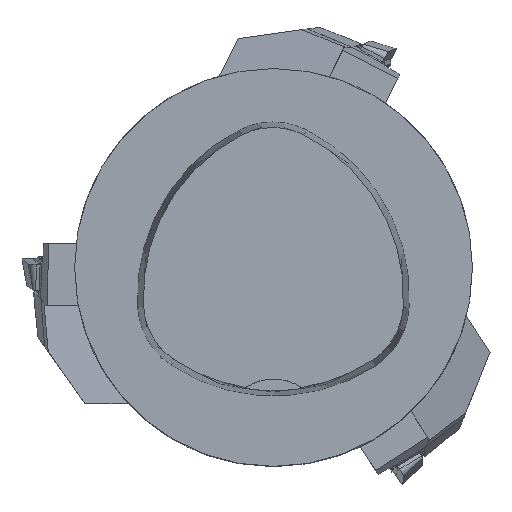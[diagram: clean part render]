
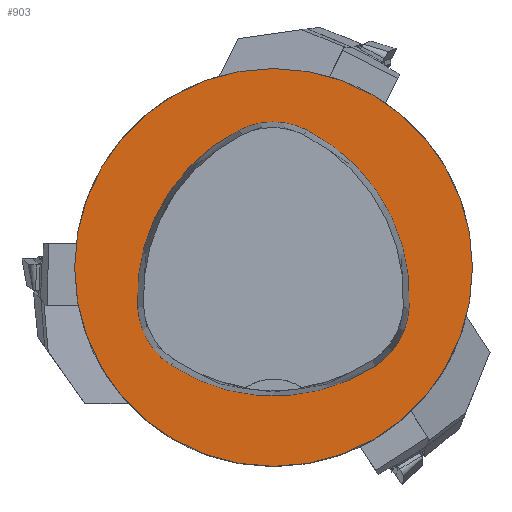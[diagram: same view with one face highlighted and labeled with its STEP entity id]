
A CAD part, top view. The second image highlights one B-rep face of the part: STEP entity #903.
In plain terms, the highlighted planar face has unit normal (0, 0, 1).
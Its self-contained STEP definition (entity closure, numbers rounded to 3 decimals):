
#200=PLANE('',#2928);
#903=ADVANCED_FACE('',(#1072,#1073),#200,.T.);
#1072=FACE_BOUND('',#1180,.T.);
#1073=FACE_BOUND('',#1181,.T.);
#1180=EDGE_LOOP('',(#1538,#1539,#1540,#1541,#1542,#1543));
#1181=EDGE_LOOP('',(#1544));
#1538=ORIENTED_EDGE('',*,*,#2408,.T.);
#1539=ORIENTED_EDGE('',*,*,#2388,.T.);
#1540=ORIENTED_EDGE('',*,*,#2392,.T.);
#1541=ORIENTED_EDGE('',*,*,#2395,.T.);
#1542=ORIENTED_EDGE('',*,*,#2398,.T.);
#1543=ORIENTED_EDGE('',*,*,#2406,.T.);
#1544=ORIENTED_EDGE('',*,*,#2379,.F.);
#2097=VERTEX_POINT('',#4123);
#2106=VERTEX_POINT('',#4142);
#2107=VERTEX_POINT('',#4143);
#2110=VERTEX_POINT('',#4151);
#2112=VERTEX_POINT('',#4157);
#2114=VERTEX_POINT('',#4163);
#2121=VERTEX_POINT('',#4184);
#2379=EDGE_CURVE('',#2097,#2097,#2656,.T.);
#2388=EDGE_CURVE('',#2106,#2107,#2657,.T.);
#2392=EDGE_CURVE('',#2107,#2110,#2659,.T.);
#2395=EDGE_CURVE('',#2110,#2112,#2661,.T.);
#2398=EDGE_CURVE('',#2112,#2114,#2663,.T.);
#2406=EDGE_CURVE('',#2114,#2121,#2667,.T.);
#2408=EDGE_CURVE('',#2121,#2106,#2669,.T.);
#2656=CIRCLE('',#2900,16.);
#2657=CIRCLE('',#2906,15.);
#2659=CIRCLE('',#2909,6.);
#2661=CIRCLE('',#2912,15.);
#2663=CIRCLE('',#2915,6.);
#2667=CIRCLE('',#2920,15.);
#2669=CIRCLE('',#2923,6.);
#2900=AXIS2_PLACEMENT_3D('',#4122,#3290,#3291);
#2906=AXIS2_PLACEMENT_3D('',#4141,#3306,#3307);
#2909=AXIS2_PLACEMENT_3D('',#4150,#3314,#3315);
#2912=AXIS2_PLACEMENT_3D('',#4156,#3321,#3322);
#2915=AXIS2_PLACEMENT_3D('',#4162,#3328,#3329);
#2920=AXIS2_PLACEMENT_3D('',#4185,#3340,#3341);
#2923=AXIS2_PLACEMENT_3D('',#4188,#3346,#3347);
#2928=AXIS2_PLACEMENT_3D('',#4193,#3356,#3357);
#3290=DIRECTION('',(0.,0.,-1.));
#3291=DIRECTION('',(-1.,0.,0.));
#3306=DIRECTION('',(0.,0.,-1.));
#3307=DIRECTION('',(-1.,0.,0.));
#3314=DIRECTION('',(0.,0.,-1.));
#3315=DIRECTION('',(-1.,0.,0.));
#3321=DIRECTION('',(0.,0.,-1.));
#3322=DIRECTION('',(-1.,0.,0.));
#3328=DIRECTION('',(0.,0.,-1.));
#3329=DIRECTION('',(-1.,0.,0.));
#3340=DIRECTION('',(0.,0.,-1.));
#3341=DIRECTION('',(-1.,0.,0.));
#3346=DIRECTION('',(0.,0.,-1.));
#3347=DIRECTION('',(-1.,0.,0.));
#3356=DIRECTION('',(0.,0.,1.));
#3357=DIRECTION('',(1.,0.,0.));
#4122=CARTESIAN_POINT('',(0.,0.,0.));
#4123=CARTESIAN_POINT('',(-16.,0.,0.));
#4141=CARTESIAN_POINT('',(4.048,-2.316,0.));
#4142=CARTESIAN_POINT('',(-10.926,-3.206,0.));
#4143=CARTESIAN_POINT('',(-2.774,11.043,0.));
#4150=CARTESIAN_POINT('',(-0.045,5.7,0.));
#4151=CARTESIAN_POINT('',(2.638,11.066,0.));
#4156=CARTESIAN_POINT('',(-4.07,-2.35,0.));
#4157=CARTESIAN_POINT('',(10.903,-3.249,0.));
#4162=CARTESIAN_POINT('',(4.914,-2.889,0.));
#4163=CARTESIAN_POINT('',(8.177,-7.924,0.));
#4184=CARTESIAN_POINT('',(-8.24,-7.859,0.));
#4185=CARTESIAN_POINT('',(0.019,4.663,0.));
#4188=CARTESIAN_POINT('',(-4.936,-2.85,0.));
#4193=CARTESIAN_POINT('',(0.,0.,0.));
